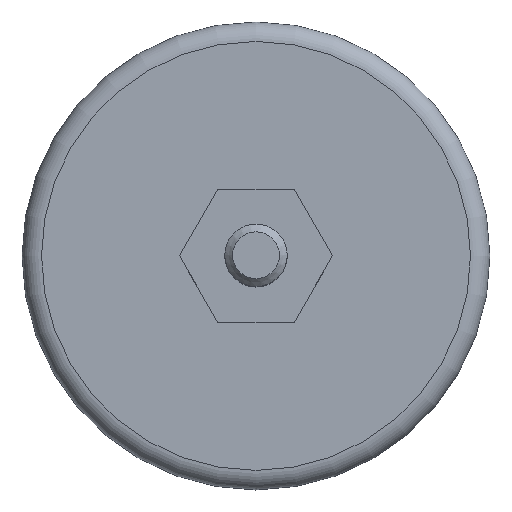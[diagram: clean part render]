
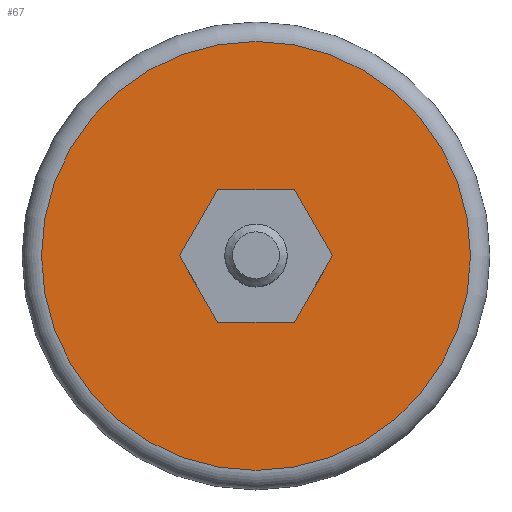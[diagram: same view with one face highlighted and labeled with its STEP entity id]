
A CAD part, top view. The second image highlights one B-rep face of the part: STEP entity #67.
In plain terms, the highlighted planar face has unit normal (0, 0, 1).
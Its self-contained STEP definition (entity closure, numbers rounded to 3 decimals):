
#67 = ADVANCED_FACE( '', ( #134, #135 ), #136, .F. );
#134 = FACE_OUTER_BOUND( '', #193, .T. );
#135 = FACE_BOUND( '', #194, .T. );
#136 = PLANE( '', #195 );
#193 = EDGE_LOOP( '', ( #297 ) );
#194 = EDGE_LOOP( '', ( #298, #299, #300, #301, #302, #303 ) );
#195 = AXIS2_PLACEMENT_3D( '', #304, #305, #306 );
#297 = ORIENTED_EDGE( '', *, *, #341, .T. );
#298 = ORIENTED_EDGE( '', *, *, #318, .F. );
#299 = ORIENTED_EDGE( '', *, *, #322, .F. );
#300 = ORIENTED_EDGE( '', *, *, #338, .F. );
#301 = ORIENTED_EDGE( '', *, *, #327, .F. );
#302 = ORIENTED_EDGE( '', *, *, #336, .F. );
#303 = ORIENTED_EDGE( '', *, *, #333, .F. );
#304 = CARTESIAN_POINT( '', ( 30., 0., 10. ) );
#305 = DIRECTION( '', ( 0., 0., -1. ) );
#306 = DIRECTION( '', ( -1., 0., 0. ) );
#318 = EDGE_CURVE( '', #366, #367, #368, .T. );
#322 = EDGE_CURVE( '', #372, #366, #373, .T. );
#327 = EDGE_CURVE( '', #379, #380, #381, .T. );
#333 = EDGE_CURVE( '', #367, #388, #389, .T. );
#336 = EDGE_CURVE( '', #388, #379, #392, .T. );
#338 = EDGE_CURVE( '', #380, #372, #394, .T. );
#341 = EDGE_CURVE( '', #398, #398, #399, .F. );
#366 = VERTEX_POINT( '', #431 );
#367 = VERTEX_POINT( '', #432 );
#368 = LINE( '', #433, #434 );
#372 = VERTEX_POINT( '', #440 );
#373 = LINE( '', #441, #442 );
#379 = VERTEX_POINT( '', #449 );
#380 = VERTEX_POINT( '', #450 );
#381 = LINE( '', #451, #452 );
#388 = VERTEX_POINT( '', #461 );
#389 = LINE( '', #462, #463 );
#392 = LINE( '', #467, #468 );
#394 = LINE( '', #470, #471 );
#398 = VERTEX_POINT( '', #475 );
#399 = CIRCLE( '', #476, 27.5 );
#431 = CARTESIAN_POINT( '', ( 4.907, 8.5, 10. ) );
#432 = CARTESIAN_POINT( '', ( -4.907, 8.5, 10. ) );
#433 = CARTESIAN_POINT( '', ( 4.907, 8.5, 10. ) );
#434 = VECTOR( '', #495, 1000. );
#440 = CARTESIAN_POINT( '', ( 9.815, 0., 10. ) );
#441 = CARTESIAN_POINT( '', ( 9.815, 0., 10. ) );
#442 = VECTOR( '', #498, 1000. );
#449 = CARTESIAN_POINT( '', ( -4.907, -8.5, 10. ) );
#450 = CARTESIAN_POINT( '', ( 4.907, -8.5, 10. ) );
#451 = CARTESIAN_POINT( '', ( -4.907, -8.5, 10. ) );
#452 = VECTOR( '', #503, 1000. );
#461 = CARTESIAN_POINT( '', ( -9.815, 0., 10. ) );
#462 = CARTESIAN_POINT( '', ( -4.907, 8.5, 10. ) );
#463 = VECTOR( '', #509, 1000. );
#467 = CARTESIAN_POINT( '', ( -9.815, 0., 10. ) );
#468 = VECTOR( '', #511, 1000. );
#470 = CARTESIAN_POINT( '', ( 4.907, -8.5, 10. ) );
#471 = VECTOR( '', #512, 1000. );
#475 = CARTESIAN_POINT( '', ( -27.5, 0., 10. ) );
#476 = AXIS2_PLACEMENT_3D( '', #516, #517, #518 );
#495 = DIRECTION( '', ( -1., 0., 0. ) );
#498 = DIRECTION( '', ( -0.5, 0.866, 0. ) );
#503 = DIRECTION( '', ( 1., 0., 0. ) );
#509 = DIRECTION( '', ( -0.5, -0.866, 0. ) );
#511 = DIRECTION( '', ( 0.5, -0.866, 0. ) );
#512 = DIRECTION( '', ( 0.5, 0.866, 0. ) );
#516 = CARTESIAN_POINT( '', ( 0., 0., 10. ) );
#517 = DIRECTION( '', ( 0., 0., -1. ) );
#518 = DIRECTION( '', ( -1., 0., 0. ) );
